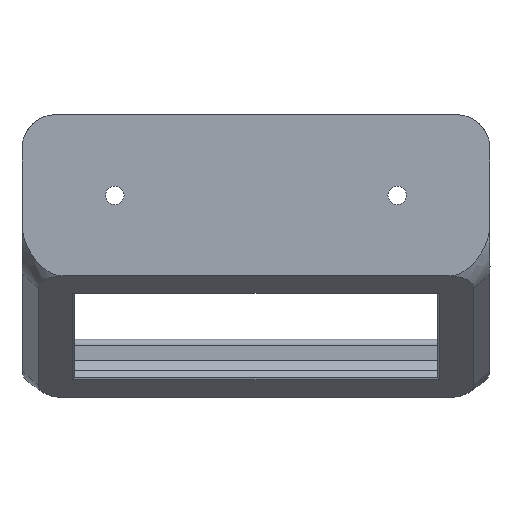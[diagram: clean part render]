
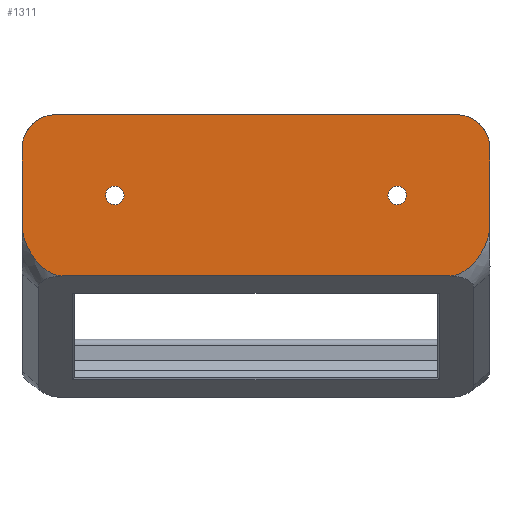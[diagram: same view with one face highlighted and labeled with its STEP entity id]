
A CAD part, top view. The second image highlights one B-rep face of the part: STEP entity #1311.
In plain terms, the highlighted planar face has unit normal (0, 0, 1).
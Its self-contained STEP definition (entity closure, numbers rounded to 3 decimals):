
#59=FACE_BOUND('',#292,.T.);
#60=FACE_BOUND('',#293,.T.);
#77=B_SPLINE_CURVE_WITH_KNOTS('',3,(#2162,#2163,#2164,#2165,#2166,#2167,
#2168,#2169,#2170,#2171,#2172,#2173,#2174),.UNSPECIFIED.,.F.,.F.,(4,3,3,
3,4),(0.,0.191,0.573,0.955,1.337),
 .UNSPECIFIED.);
#81=B_SPLINE_CURVE_WITH_KNOTS('',3,(#3109,#3110,#3111,#3112,#3113,#3114,
#3115,#3116,#3117,#3118,#3119,#3120),.UNSPECIFIED.,.F.,.F.,(4,2,2,2,2,4),
(-0.869,-0.62,-0.409,-0.195,
-0.105,0.),.UNSPECIFIED.);
#104=B_SPLINE_CURVE_WITH_KNOTS('',3,(#4065,#4066,#4067,#4068,#4069,#4070,
#4071,#4072,#4073,#4074,#4075,#4076,#4077),.UNSPECIFIED.,.F.,.F.,(4,3,3,
3,4),(0.,0.191,0.573,0.955,1.337),
 .UNSPECIFIED.);
#107=B_SPLINE_CURVE_WITH_KNOTS('',3,(#4092,#4093,#4094,#4095,#4096,#4097,
#4098,#4099,#4100,#4101,#4102,#4103),.UNSPECIFIED.,.F.,.F.,(4,2,2,2,2,4),
(-0.869,-0.62,-0.409,-0.195,
-0.105,0.),.UNSPECIFIED.);
#123=CIRCLE('',#1369,2.3);
#135=CIRCLE('',#1396,2.3);
#205=FACE_OUTER_BOUND('',#291,.T.);
#291=EDGE_LOOP('',(#1087,#1088,#1089,#1090,#1091,#1092,#1093,#1094));
#292=EDGE_LOOP('',(#1095));
#293=EDGE_LOOP('',(#1096));
#355=LINE('',#1828,#461);
#367=LINE('',#2185,#473);
#402=LINE('',#4087,#508);
#404=LINE('',#4091,#510);
#461=VECTOR('',#1505,10.);
#473=VECTOR('',#1551,10.);
#508=VECTOR('',#1648,10.);
#510=VECTOR('',#1652,10.);
#561=VERTEX_POINT('',#1816);
#562=VERTEX_POINT('',#1827);
#565=VERTEX_POINT('',#1844);
#585=VERTEX_POINT('',#2160);
#586=VERTEX_POINT('',#2161);
#587=VERTEX_POINT('',#2184);
#603=VERTEX_POINT('',#3732);
#624=VERTEX_POINT('',#4063);
#625=VERTEX_POINT('',#4064);
#626=VERTEX_POINT('',#4090);
#681=EDGE_CURVE('',#562,#561,#355,.T.);
#685=EDGE_CURVE('',#565,#565,#123,.T.);
#715=EDGE_CURVE('',#585,#586,#77,.T.);
#718=EDGE_CURVE('',#587,#585,#367,.T.);
#727=EDGE_CURVE('',#587,#561,#81,.T.);
#752=EDGE_CURVE('',#603,#603,#135,.T.);
#789=EDGE_CURVE('',#624,#625,#104,.T.);
#792=EDGE_CURVE('',#625,#586,#402,.T.);
#794=EDGE_CURVE('',#626,#624,#404,.T.);
#795=EDGE_CURVE('',#626,#562,#107,.T.);
#1087=ORIENTED_EDGE('',*,*,#789,.F.);
#1088=ORIENTED_EDGE('',*,*,#794,.F.);
#1089=ORIENTED_EDGE('',*,*,#795,.T.);
#1090=ORIENTED_EDGE('',*,*,#681,.T.);
#1091=ORIENTED_EDGE('',*,*,#727,.F.);
#1092=ORIENTED_EDGE('',*,*,#718,.T.);
#1093=ORIENTED_EDGE('',*,*,#715,.T.);
#1094=ORIENTED_EDGE('',*,*,#792,.F.);
#1095=ORIENTED_EDGE('',*,*,#685,.F.);
#1096=ORIENTED_EDGE('',*,*,#752,.T.);
#1237=PLANE('',#1415);
#1311=ADVANCED_FACE('',(#205,#59,#60),#1237,.T.);
#1369=AXIS2_PLACEMENT_3D('',#1845,#1511,#1512);
#1396=AXIS2_PLACEMENT_3D('',#3733,#1594,#1595);
#1415=AXIS2_PLACEMENT_3D('',#4089,#1650,#1651);
#1505=DIRECTION('',(1.,0.,0.));
#1511=DIRECTION('center_axis',(0.,0.,1.));
#1512=DIRECTION('ref_axis',(1.,0.,0.));
#1551=DIRECTION('',(0.,1.,0.));
#1594=DIRECTION('center_axis',(0.,0.,-1.));
#1595=DIRECTION('ref_axis',(-1.,0.,0.));
#1648=DIRECTION('',(1.,0.,0.));
#1650=DIRECTION('center_axis',(0.,0.,1.));
#1651=DIRECTION('ref_axis',(0.,-1.,0.));
#1652=DIRECTION('',(0.,1.,0.));
#1816=CARTESIAN_POINT('',(48.,0.,-40.));
#1827=CARTESIAN_POINT('',(-48.,0.,-40.));
#1828=CARTESIAN_POINT('',(0.,0.,-40.));
#1844=CARTESIAN_POINT('',(32.7,20.,-40.));
#1845=CARTESIAN_POINT('Origin',(35.,20.,-40.));
#2160=CARTESIAN_POINT('',(58.,31.515,-40.));
#2161=CARTESIAN_POINT('',(49.515,40.,-40.));
#2162=CARTESIAN_POINT('Ctrl Pts',(58.,31.515,-40.));
#2163=CARTESIAN_POINT('Ctrl Pts',(58.,32.086,-40.));
#2164=CARTESIAN_POINT('Ctrl Pts',(57.945,32.68,-40.));
#2165=CARTESIAN_POINT('Ctrl Pts',(57.816,33.282,-40.));
#2166=CARTESIAN_POINT('Ctrl Pts',(57.558,34.486,-40.));
#2167=CARTESIAN_POINT('Ctrl Pts',(57.008,35.72,-40.));
#2168=CARTESIAN_POINT('Ctrl Pts',(56.183,36.766,-40.));
#2169=CARTESIAN_POINT('Ctrl Pts',(55.359,37.811,-40.));
#2170=CARTESIAN_POINT('Ctrl Pts',(54.26,38.668,-40.));
#2171=CARTESIAN_POINT('Ctrl Pts',(53.085,39.215,-40.));
#2172=CARTESIAN_POINT('Ctrl Pts',(51.91,39.762,-40.));
#2173=CARTESIAN_POINT('Ctrl Pts',(50.658,40.,-40.));
#2174=CARTESIAN_POINT('Ctrl Pts',(49.515,40.,-40.));
#2184=CARTESIAN_POINT('',(58.,12.928,-40.));
#2185=CARTESIAN_POINT('',(58.,12.928,-40.));
#3109=CARTESIAN_POINT('Ctrl Pts',(58.,12.928,-40.));
#3110=CARTESIAN_POINT('Ctrl Pts',(57.995,12.318,-40.));
#3111=CARTESIAN_POINT('Ctrl Pts',(57.968,10.862,-40.));
#3112=CARTESIAN_POINT('Ctrl Pts',(56.795,7.277,-40.));
#3113=CARTESIAN_POINT('Ctrl Pts',(55.956,5.696,-40.));
#3114=CARTESIAN_POINT('Ctrl Pts',(53.852,2.924,-40.));
#3115=CARTESIAN_POINT('Ctrl Pts',(52.605,1.773,-40.));
#3116=CARTESIAN_POINT('Ctrl Pts',(50.77,0.693,-40.));
#3117=CARTESIAN_POINT('Ctrl Pts',(50.183,0.421,-40.));
#3118=CARTESIAN_POINT('Ctrl Pts',(48.867,0.031,-40.));
#3119=CARTESIAN_POINT('Ctrl Pts',(48.349,0.009,
-40.));
#3120=CARTESIAN_POINT('Ctrl Pts',(48.,0.,
-40.));
#3732=CARTESIAN_POINT('',(-32.7,20.,-40.));
#3733=CARTESIAN_POINT('Origin',(-35.,20.,-40.));
#4063=CARTESIAN_POINT('',(-58.,31.515,-40.));
#4064=CARTESIAN_POINT('',(-49.515,40.,-40.));
#4065=CARTESIAN_POINT('Ctrl Pts',(-58.,31.515,-40.));
#4066=CARTESIAN_POINT('Ctrl Pts',(-58.,32.086,-40.));
#4067=CARTESIAN_POINT('Ctrl Pts',(-57.945,32.68,-40.));
#4068=CARTESIAN_POINT('Ctrl Pts',(-57.816,33.282,-40.));
#4069=CARTESIAN_POINT('Ctrl Pts',(-57.558,34.486,-40.));
#4070=CARTESIAN_POINT('Ctrl Pts',(-57.008,35.72,-40.));
#4071=CARTESIAN_POINT('Ctrl Pts',(-56.183,36.766,-40.));
#4072=CARTESIAN_POINT('Ctrl Pts',(-55.359,37.811,-40.));
#4073=CARTESIAN_POINT('Ctrl Pts',(-54.26,38.668,-40.));
#4074=CARTESIAN_POINT('Ctrl Pts',(-53.085,39.215,-40.));
#4075=CARTESIAN_POINT('Ctrl Pts',(-51.91,39.762,-40.));
#4076=CARTESIAN_POINT('Ctrl Pts',(-50.658,40.,-40.));
#4077=CARTESIAN_POINT('Ctrl Pts',(-49.515,40.,-40.));
#4087=CARTESIAN_POINT('',(0.,40.,-40.));
#4089=CARTESIAN_POINT('Origin',(0.,40.,-40.));
#4090=CARTESIAN_POINT('',(-58.,12.928,-40.));
#4091=CARTESIAN_POINT('',(-58.,12.928,-40.));
#4092=CARTESIAN_POINT('Ctrl Pts',(-58.,12.928,-40.));
#4093=CARTESIAN_POINT('Ctrl Pts',(-57.995,12.318,-40.));
#4094=CARTESIAN_POINT('Ctrl Pts',(-57.968,10.862,-40.));
#4095=CARTESIAN_POINT('Ctrl Pts',(-56.795,7.277,-40.));
#4096=CARTESIAN_POINT('Ctrl Pts',(-55.956,5.696,-40.));
#4097=CARTESIAN_POINT('Ctrl Pts',(-53.852,2.924,-40.));
#4098=CARTESIAN_POINT('Ctrl Pts',(-52.605,1.773,-40.));
#4099=CARTESIAN_POINT('Ctrl Pts',(-50.77,0.693,-40.));
#4100=CARTESIAN_POINT('Ctrl Pts',(-50.183,0.421,-40.));
#4101=CARTESIAN_POINT('Ctrl Pts',(-48.867,0.031,
-40.));
#4102=CARTESIAN_POINT('Ctrl Pts',(-48.349,0.009,
-40.));
#4103=CARTESIAN_POINT('Ctrl Pts',(-48.,0.,
-40.));
